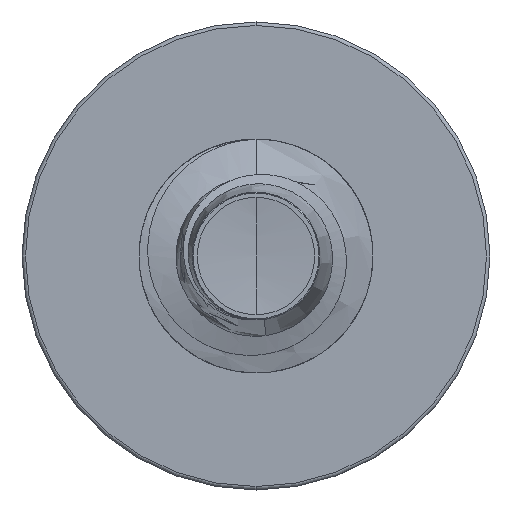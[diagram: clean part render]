
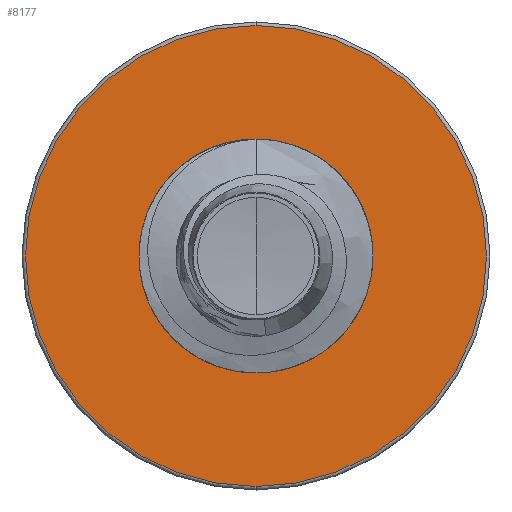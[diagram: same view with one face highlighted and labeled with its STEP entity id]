
A CAD part, front view. The second image highlights one B-rep face of the part: STEP entity #8177.
In plain terms, the highlighted planar face has unit normal (0, -1, 0).
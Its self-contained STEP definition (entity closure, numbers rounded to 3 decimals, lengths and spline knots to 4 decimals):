
#332 = DIRECTION ( 'NONE',  ( 0., 0., 1. ) ) ;
#1426 = VERTEX_POINT ( 'NONE', #21070 ) ;
#2465 = DIRECTION ( 'NONE',  ( 0., 0., 1. ) ) ;
#3992 = CARTESIAN_POINT ( 'NONE',  ( 0., 22.5, 1.9888 ) ) ;
#4391 = ORIENTED_EDGE ( 'NONE', *, *, #22477, .T. ) ;
#4485 = CIRCLE ( 'NONE', #8567, 1.9888 ) ;
#4596 = FACE_BOUND ( 'NONE', #26275, .T. ) ;
#4767 = AXIS2_PLACEMENT_3D ( 'NONE', #15556, #15865, #15267 ) ;
#4977 = CIRCLE ( 'NONE', #23979, 1.9888 ) ;
#6731 = ORIENTED_EDGE ( 'NONE', *, *, #23204, .F. ) ;
#7320 = CARTESIAN_POINT ( 'NONE',  ( 0., 22.5, -1.9888 ) ) ;
#8177 = ADVANCED_FACE ( 'NONE', ( #26918, #4596 ), #15578, .F. ) ;
#8567 = AXIS2_PLACEMENT_3D ( 'NONE', #13909, #27180, #16174 ) ;
#9052 = DIRECTION ( 'NONE',  ( 0., 1., 0. ) ) ;
#10491 = VERTEX_POINT ( 'NONE', #11205 ) ;
#11034 = CIRCLE ( 'NONE', #13699, 3.94 ) ;
#11205 = CARTESIAN_POINT ( 'NONE',  ( 0., 22.5, 3.94 ) ) ;
#12313 = AXIS2_PLACEMENT_3D ( 'NONE', #22174, #9052, #23924 ) ;
#13699 = AXIS2_PLACEMENT_3D ( 'NONE', #27246, #16268, #332 ) ;
#13909 = CARTESIAN_POINT ( 'NONE',  ( 0., 22.5, 0. ) ) ;
#14902 = VERTEX_POINT ( 'NONE', #3992 ) ;
#15267 = DIRECTION ( 'NONE',  ( 0., 0., 1. ) ) ;
#15556 = CARTESIAN_POINT ( 'NONE',  ( 0., 22.5, -1.9888 ) ) ;
#15578 = PLANE ( 'NONE',  #4767 ) ;
#15865 = DIRECTION ( 'NONE',  ( 0., 1., 0. ) ) ;
#16174 = DIRECTION ( 'NONE',  ( 0., 0., 1. ) ) ;
#16268 = DIRECTION ( 'NONE',  ( 0., 1., 0. ) ) ;
#17878 = DIRECTION ( 'NONE',  ( 0., 1., 0. ) ) ;
#21070 = CARTESIAN_POINT ( 'NONE',  ( 0., 22.5, -3.94 ) ) ;
#21822 = EDGE_CURVE ( 'NONE', #10491, #1426, #25823, .T. ) ;
#22101 = ORIENTED_EDGE ( 'NONE', *, *, #23149, .T. ) ;
#22174 = CARTESIAN_POINT ( 'NONE',  ( 0., 22.5, 0. ) ) ;
#22477 = EDGE_CURVE ( 'NONE', #24815, #14902, #4977, .T. ) ;
#23149 = EDGE_CURVE ( 'NONE', #14902, #24815, #4485, .T. ) ;
#23204 = EDGE_CURVE ( 'NONE', #1426, #10491, #11034, .T. ) ;
#23924 = DIRECTION ( 'NONE',  ( 0., 0., 1. ) ) ;
#23979 = AXIS2_PLACEMENT_3D ( 'NONE', #28400, #17878, #2465 ) ;
#24815 = VERTEX_POINT ( 'NONE', #7320 ) ;
#24831 = ORIENTED_EDGE ( 'NONE', *, *, #21822, .F. ) ;
#25823 = CIRCLE ( 'NONE', #12313, 3.94 ) ;
#26275 = EDGE_LOOP ( 'NONE', ( #22101, #4391 ) ) ;
#26843 = EDGE_LOOP ( 'NONE', ( #24831, #6731 ) ) ;
#26918 = FACE_OUTER_BOUND ( 'NONE', #26843, .T. ) ;
#27180 = DIRECTION ( 'NONE',  ( 0., 1., 0. ) ) ;
#27246 = CARTESIAN_POINT ( 'NONE',  ( 0., 22.5, 0. ) ) ;
#28400 = CARTESIAN_POINT ( 'NONE',  ( 0., 22.5, 0. ) ) ;
